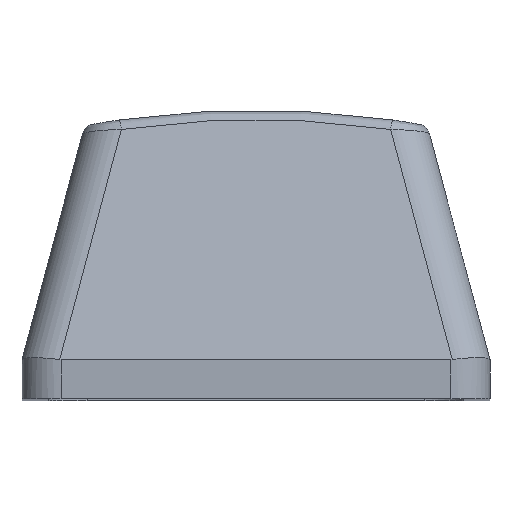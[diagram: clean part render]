
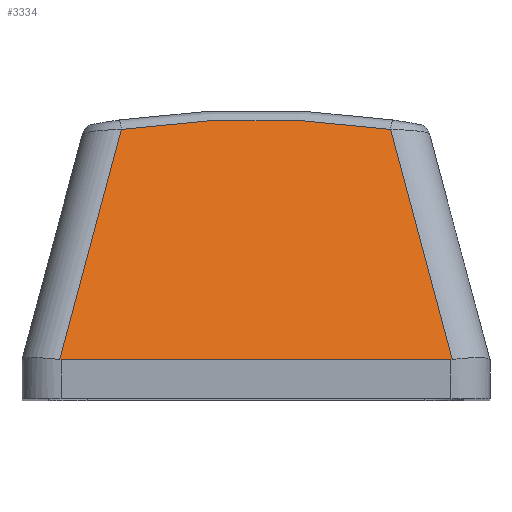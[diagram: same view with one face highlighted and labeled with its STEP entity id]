
A CAD part, top view. The second image highlights one B-rep face of the part: STEP entity #3334.
In plain terms, the highlighted planar face has unit normal (0, 0.259, 0.966).
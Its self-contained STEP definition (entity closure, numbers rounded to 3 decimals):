
#133 = EDGE_CURVE ( 'NONE', #2209, #8245, #1530, .T. ) ;
#428 = CARTESIAN_POINT ( 'NONE',  ( -9., 0., 25.669 ) ) ;
#457 = EDGE_CURVE ( 'NONE', #4878, #2209, #8028, .T. ) ;
#464 = ORIENTED_EDGE ( 'NONE', *, *, #8395, .T. ) ;
#571 = DIRECTION ( 'NONE',  ( 0., 0.259, 0.966 ) ) ;
#623 = EDGE_CURVE ( 'NONE', #5053, #6747, #5332, .T. ) ;
#929 = CARTESIAN_POINT ( 'NONE',  ( 7.5, 0., 25.669 ) ) ;
#1087 = AXIS2_PLACEMENT_3D ( 'NONE', #5460, #571, #2597 ) ;
#1130 = LINE ( 'NONE', #428, #8103 ) ;
#1314 = CARTESIAN_POINT ( 'NONE',  ( -7.5, 0., 25.669 ) ) ;
#1368 = CARTESIAN_POINT ( 'NONE',  ( 5.178, 8.858, 23.296 ) ) ;
#1416 = VECTOR ( 'NONE', #7988, 1000. ) ;
#1494 = CARTESIAN_POINT ( 'NONE',  ( -7.55, 0.003, 25.668 ) ) ;
#1530 =( BOUNDED_CURVE ( )  B_SPLINE_CURVE ( 3, ( #1494, #2192, #6200, #1314 ),
 .UNSPECIFIED., .F., .F. ) 
 B_SPLINE_CURVE_WITH_KNOTS ( ( 4, 4 ),
 ( 3.108, 3.142 ),
 .UNSPECIFIED. ) 
 CURVE ( )  GEOMETRIC_REPRESENTATION_ITEM ( )  RATIONAL_B_SPLINE_CURVE ( ( 1., 1., 1., 1. ) ) 
 REPRESENTATION_ITEM ( '' )  );
#1975 = FACE_OUTER_BOUND ( 'NONE', #8070, .T. ) ;
#2192 = CARTESIAN_POINT ( 'NONE',  ( -7.534, 0.001, 25.669 ) ) ;
#2209 = VERTEX_POINT ( 'NONE', #3670 ) ;
#2597 = DIRECTION ( 'NONE',  ( 0., -0.966, 0.259 ) ) ;
#3334 = ADVANCED_FACE ( 'NONE', ( #1975 ), #5940, .T. ) ;
#3370 = CARTESIAN_POINT ( 'NONE',  ( -7.642, -0.339, 25.76 ) ) ;
#3565 = CARTESIAN_POINT ( 'NONE',  ( 7.55, 0.003, 25.668 ) ) ;
#3606 = CARTESIAN_POINT ( 'NONE',  ( 7.534, 0.001, 25.669 ) ) ;
#3670 = CARTESIAN_POINT ( 'NONE',  ( -7.55, 0.003, 25.668 ) ) ;
#3721 = CARTESIAN_POINT ( 'NONE',  ( -1.738, 9.365, 23.16 ) ) ;
#3900 = CARTESIAN_POINT ( 'NONE',  ( -5.178, 8.858, 23.296 ) ) ;
#4063 = CARTESIAN_POINT ( 'NONE',  ( 7.5, 0., 25.669 ) ) ;
#4362 = CARTESIAN_POINT ( 'NONE',  ( 7.55, 0.003, 25.668 ) ) ;
#4481 = ORIENTED_EDGE ( 'NONE', *, *, #5896, .T. ) ;
#4497 = VECTOR ( 'NONE', #6609, 1000. ) ;
#4609 = CARTESIAN_POINT ( 'NONE',  ( 1.738, 9.365, 23.16 ) ) ;
#4804 =( BOUNDED_CURVE ( )  B_SPLINE_CURVE ( 3, ( #929, #7609, #3606, #3565 ),
 .UNSPECIFIED., .F., .T. ) 
 B_SPLINE_CURVE_WITH_KNOTS ( ( 4, 4 ),
 ( 3.142, 3.175 ),
 .UNSPECIFIED. ) 
 CURVE ( )  GEOMETRIC_REPRESENTATION_ITEM ( )  RATIONAL_B_SPLINE_CURVE ( ( 1., 1., 1., 1. ) ) 
 REPRESENTATION_ITEM ( '' )  );
#4838 = DIRECTION ( 'NONE',  ( 1., 0., 0. ) ) ;
#4878 = VERTEX_POINT ( 'NONE', #7866 ) ;
#5053 = VERTEX_POINT ( 'NONE', #4362 ) ;
#5332 = LINE ( 'NONE', #5992, #4497 ) ;
#5460 = CARTESIAN_POINT ( 'NONE',  ( -9., 0., 25.669 ) ) ;
#5896 = EDGE_CURVE ( 'NONE', #6747, #4878, #6262, .T. ) ;
#5927 = CARTESIAN_POINT ( 'NONE',  ( -7.5, 0., 25.669 ) ) ;
#5940 = PLANE ( 'NONE',  #1087 ) ;
#5992 = CARTESIAN_POINT ( 'NONE',  ( 6.512, 3.878, 24.63 ) ) ;
#6200 = CARTESIAN_POINT ( 'NONE',  ( -7.517, 0., 25.669 ) ) ;
#6262 =( BOUNDED_CURVE ( )  B_SPLINE_CURVE ( 3, ( #6496, #4609, #3721, #3900 ),
 .UNSPECIFIED., .F., .T. ) 
 B_SPLINE_CURVE_WITH_KNOTS ( ( 4, 4 ),
 ( 2.995, 3.288 ),
 .UNSPECIFIED. ) 
 CURVE ( )  GEOMETRIC_REPRESENTATION_ITEM ( )  RATIONAL_B_SPLINE_CURVE ( ( 1., 0.993, 0.993, 1. ) ) 
 REPRESENTATION_ITEM ( '' )  );
#6496 = CARTESIAN_POINT ( 'NONE',  ( 5.178, 8.858, 23.296 ) ) ;
#6609 = DIRECTION ( 'NONE',  ( -0.251, 0.935, -0.251 ) ) ;
#6663 = ORIENTED_EDGE ( 'NONE', *, *, #457, .T. ) ;
#6747 = VERTEX_POINT ( 'NONE', #1368 ) ;
#7034 = ORIENTED_EDGE ( 'NONE', *, *, #623, .T. ) ;
#7251 = VERTEX_POINT ( 'NONE', #4063 ) ;
#7358 = ORIENTED_EDGE ( 'NONE', *, *, #7864, .T. ) ;
#7609 = CARTESIAN_POINT ( 'NONE',  ( 7.517, 0., 25.669 ) ) ;
#7864 = EDGE_CURVE ( 'NONE', #7251, #5053, #4804, .T. ) ;
#7866 = CARTESIAN_POINT ( 'NONE',  ( -5.178, 8.858, 23.296 ) ) ;
#7988 = DIRECTION ( 'NONE',  ( -0.251, -0.935, 0.251 ) ) ;
#8028 = LINE ( 'NONE', #3370, #1416 ) ;
#8070 = EDGE_LOOP ( 'NONE', ( #7034, #4481, #6663, #8440, #464, #7358 ) ) ;
#8103 = VECTOR ( 'NONE', #4838, 1000. ) ;
#8245 = VERTEX_POINT ( 'NONE', #5927 ) ;
#8395 = EDGE_CURVE ( 'NONE', #8245, #7251, #1130, .T. ) ;
#8440 = ORIENTED_EDGE ( 'NONE', *, *, #133, .T. ) ;
